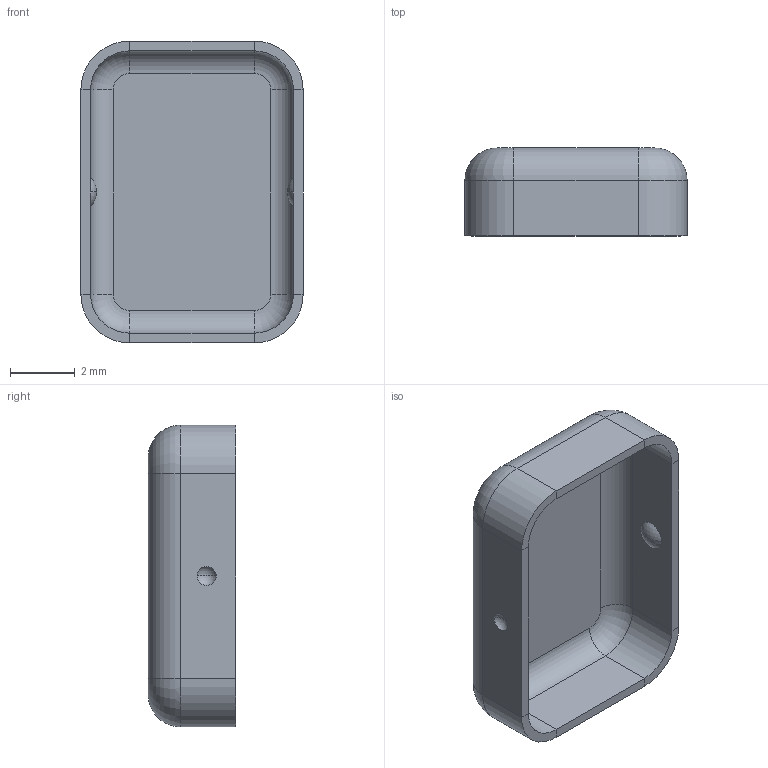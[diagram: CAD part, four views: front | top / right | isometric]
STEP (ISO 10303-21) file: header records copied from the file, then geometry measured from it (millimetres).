
FILE_DESCRIPTION (( 'STEP AP203' ), '1' );
FILE_NAME ('MS087-10C.step', '2020-09-30T11:02:23', ( '' ), ( '' ), 'SwSTEP 2.0', 'SolidWorks 2018', '' );
FILE_SCHEMA (( 'CONFIG_CONTROL_DESIGN' ));
Length unit declared in the file: millimetre
Products named in the file (1): MS087-10C
Bounding box: 6.85 x 2.7 x 9.3 mm (x, y, z)
Volume: 36.1 mm3; surface area: 249.3 mm2
Topology: 1 solids, 1 shells, 50 faces, 104 edges, 60 vertices
Faces by surface type: plane 18, cylinder 16, sphere 8, torus 8
Entity records: 1397 total; most frequent: DIRECTION 262, CARTESIAN_POINT 215, ORIENTED_EDGE 208, AXIS2_PLACEMENT_3D 107, EDGE_CURVE 104, VERTEX_POINT 60, CIRCLE 56, EDGE_LOOP 54
